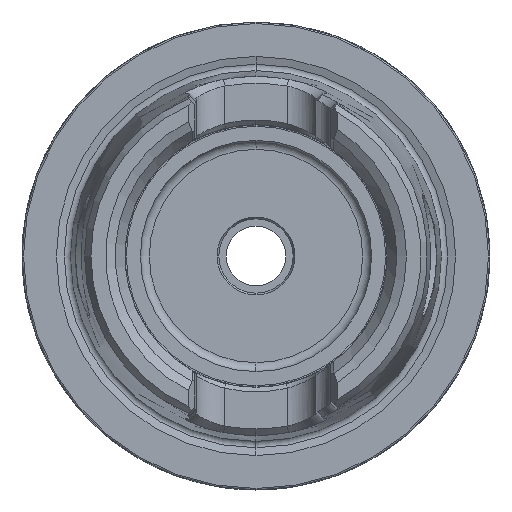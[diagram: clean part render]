
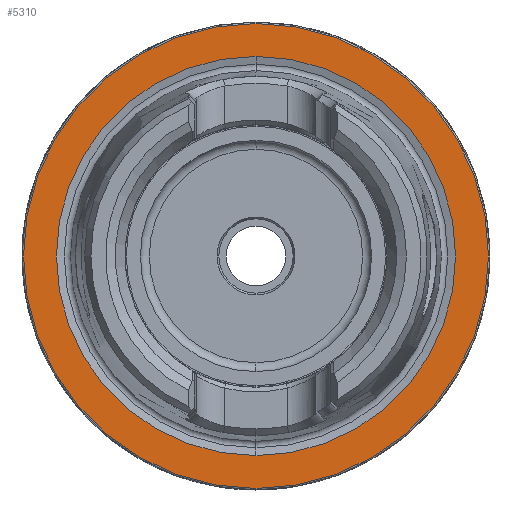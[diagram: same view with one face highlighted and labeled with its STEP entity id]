
A CAD part, left-side view. The second image highlights one B-rep face of the part: STEP entity #5310.
In plain terms, the highlighted planar face has unit normal (-1, 0, 0).
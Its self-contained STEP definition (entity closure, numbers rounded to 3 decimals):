
#180 = DIRECTION ( 'NONE',  ( 0., 0., 1. ) ) ;
#188 = CARTESIAN_POINT ( 'NONE',  ( 0., 0., 0. ) ) ;
#356 = CARTESIAN_POINT ( 'NONE',  ( 0., 31.275, 0. ) ) ;
#414 = CARTESIAN_POINT ( 'NONE',  ( 0., 0., -26.85 ) ) ;
#1006 = DIRECTION ( 'NONE',  ( 0., 0., 1. ) ) ;
#1351 = FACE_BOUND ( 'NONE', #3164, .T. ) ;
#1608 = FACE_OUTER_BOUND ( 'NONE', #4415, .T. ) ;
#1804 = VERTEX_POINT ( 'NONE', #3245 ) ;
#1955 = EDGE_CURVE ( 'NONE', #4730, #2803, #7706, .T. ) ;
#2385 = CARTESIAN_POINT ( 'NONE',  ( 0., 0., 0. ) ) ;
#2517 = CARTESIAN_POINT ( 'NONE',  ( 0., 0., 0. ) ) ;
#2767 = PLANE ( 'NONE',  #5749 ) ;
#2802 = DIRECTION ( 'NONE',  ( 0., 0., -1. ) ) ;
#2803 = VERTEX_POINT ( 'NONE', #414 ) ;
#2814 = EDGE_CURVE ( 'NONE', #1804, #4621, #3078, .T. ) ;
#3078 = CIRCLE ( 'NONE', #8008, 31.275 ) ;
#3164 = EDGE_LOOP ( 'NONE', ( #3518, #5058 ) ) ;
#3196 = DIRECTION ( 'NONE',  ( 0., 0., 1. ) ) ;
#3242 = EDGE_CURVE ( 'NONE', #4621, #1804, #6343, .T. ) ;
#3245 = CARTESIAN_POINT ( 'NONE',  ( 0., 0., 31.275 ) ) ;
#3518 = ORIENTED_EDGE ( 'NONE', *, *, #1955, .F. ) ;
#3934 = DIRECTION ( 'NONE',  ( -1., 0., 0. ) ) ;
#4415 = EDGE_LOOP ( 'NONE', ( #7529, #8541 ) ) ;
#4592 = CARTESIAN_POINT ( 'NONE',  ( 0., 0., 0. ) ) ;
#4621 = VERTEX_POINT ( 'NONE', #8044 ) ;
#4730 = VERTEX_POINT ( 'NONE', #6686 ) ;
#5058 = ORIENTED_EDGE ( 'NONE', *, *, #9470, .F. ) ;
#5310 = ADVANCED_FACE ( 'NONE', ( #1351, #1608 ), #2767, .F. ) ;
#5708 = AXIS2_PLACEMENT_3D ( 'NONE', #188, #5813, #1006 ) ;
#5749 = AXIS2_PLACEMENT_3D ( 'NONE', #356, #7589, #2802 ) ;
#5813 = DIRECTION ( 'NONE',  ( -1., 0., 0. ) ) ;
#6215 = AXIS2_PLACEMENT_3D ( 'NONE', #2385, #7974, #3196 ) ;
#6343 = CIRCLE ( 'NONE', #6215, 31.275 ) ;
#6469 = AXIS2_PLACEMENT_3D ( 'NONE', #2517, #7418, #6775 ) ;
#6686 = CARTESIAN_POINT ( 'NONE',  ( 0., 0., 26.85 ) ) ;
#6775 = DIRECTION ( 'NONE',  ( 0., 0., 1. ) ) ;
#7418 = DIRECTION ( 'NONE',  ( -1., 0., 0. ) ) ;
#7529 = ORIENTED_EDGE ( 'NONE', *, *, #2814, .T. ) ;
#7589 = DIRECTION ( 'NONE',  ( 1., 0., 0. ) ) ;
#7706 = CIRCLE ( 'NONE', #6469, 26.85 ) ;
#7974 = DIRECTION ( 'NONE',  ( -1., 0., 0. ) ) ;
#7979 = CIRCLE ( 'NONE', #5708, 26.85 ) ;
#8008 = AXIS2_PLACEMENT_3D ( 'NONE', #4592, #3934, #180 ) ;
#8044 = CARTESIAN_POINT ( 'NONE',  ( 0., 0., -31.275 ) ) ;
#8541 = ORIENTED_EDGE ( 'NONE', *, *, #3242, .T. ) ;
#9470 = EDGE_CURVE ( 'NONE', #2803, #4730, #7979, .T. ) ;
